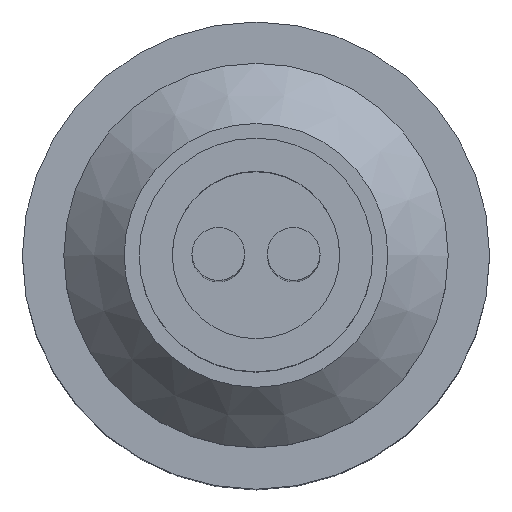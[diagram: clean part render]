
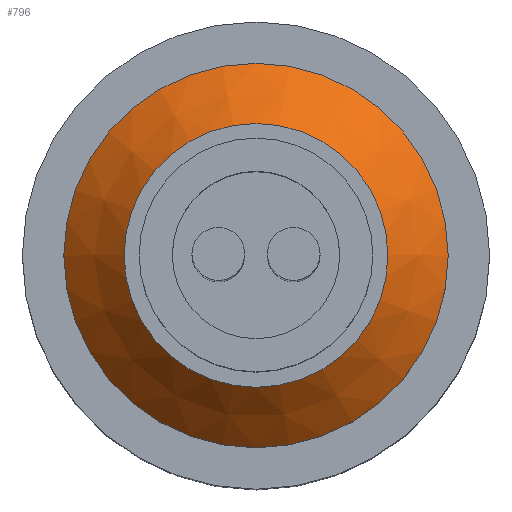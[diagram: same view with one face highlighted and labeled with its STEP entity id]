
A CAD part, top view. The second image highlights one B-rep face of the part: STEP entity #796.
In plain terms, the highlighted conical face has half-angle 45 degrees and reference radius 10.75 mm.
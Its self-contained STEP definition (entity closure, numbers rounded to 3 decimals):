
#12=CONICAL_SURFACE($,#843,10.75,45.);
#19=FACE_BOUND($,#165,.T.);
#44=CIRCLE($,#844,8.75);
#45=CIRCLE($,#845,12.75);
#113=FACE_OUTER_BOUND($,#164,.T.);
#164=EDGE_LOOP($,(#666));
#165=EDGE_LOOP($,(#667));
#399=VERTEX_POINT($,#1428);
#400=VERTEX_POINT($,#1430);
#502=EDGE_CURVE($,#399,#399,#44,.T.);
#503=EDGE_CURVE($,#400,#400,#45,.T.);
#666=ORIENTED_EDGE($,*,*,#502,.T.);
#667=ORIENTED_EDGE($,*,*,#503,.T.);
#796=ADVANCED_FACE($,(#113,#19),#12,.T.);
#843=AXIS2_PLACEMENT_3D($,#1427,#992,#993);
#844=AXIS2_PLACEMENT_3D($,#1429,#994,#995);
#845=AXIS2_PLACEMENT_3D($,#1431,#996,#997);
#992=DIRECTION('center_axis',(0.,0.,-1.));
#993=DIRECTION('ref_axis',(-1.,0.,0.));
#994=DIRECTION('center_axis',(0.,0.,-1.));
#995=DIRECTION('ref_axis',(-1.,0.,0.));
#996=DIRECTION('center_axis',(0.,0.,1.));
#997=DIRECTION('ref_axis',(-1.,0.,0.));
#1427=CARTESIAN_POINT('Origin',(0.,0.,34.));
#1428=CARTESIAN_POINT('',(8.75,0.,36.));
#1429=CARTESIAN_POINT('Origin',(0.,0.,36.));
#1430=CARTESIAN_POINT('',(12.75,0.,32.));
#1431=CARTESIAN_POINT('Origin',(0.,0.,32.));
